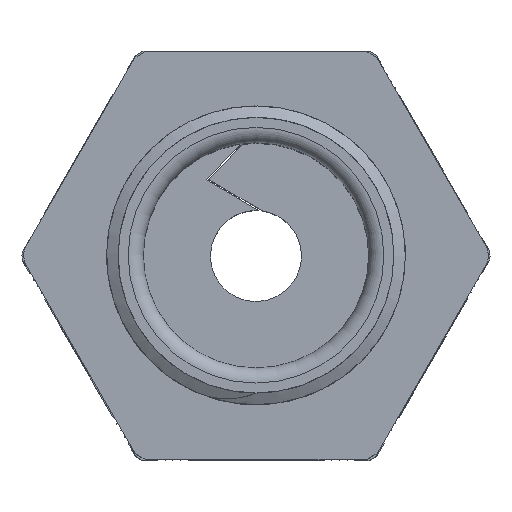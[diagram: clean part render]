
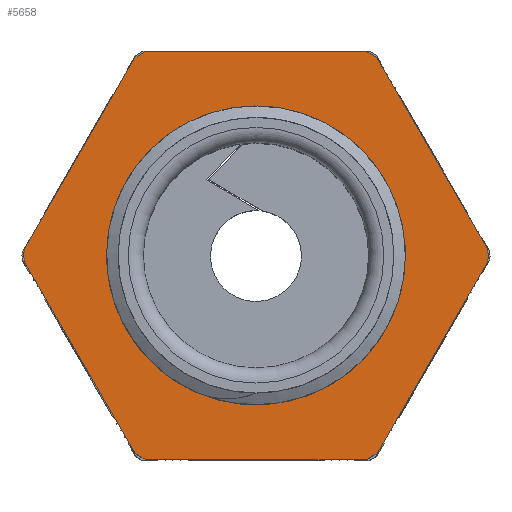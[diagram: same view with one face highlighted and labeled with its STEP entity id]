
A CAD part, top view. The second image highlights one B-rep face of the part: STEP entity #5658.
In plain terms, the highlighted planar face has unit normal (0, 0, 1).
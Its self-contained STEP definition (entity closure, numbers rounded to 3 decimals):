
#136=FACE_BOUND('',#1412,.T.);
#608=CIRCLE('',#5985,9.094);
#751=CIRCLE('',#6229,15.31);
#752=CIRCLE('',#6232,15.31);
#753=CIRCLE('',#6235,15.31);
#754=CIRCLE('',#6238,15.31);
#755=CIRCLE('',#6241,15.31);
#756=CIRCLE('',#6244,15.31);
#1102=FACE_OUTER_BOUND('',#1411,.T.);
#1411=EDGE_LOOP('',(#5155,#5156,#5157,#5158,#5159,#5160,#5161,#5162,#5163,
#5164,#5165,#5166));
#1412=EDGE_LOOP('',(#5167));
#1821=LINE('',#13264,#2238);
#1824=LINE('',#13272,#2241);
#1827=LINE('',#13280,#2244);
#1830=LINE('',#13288,#2247);
#1833=LINE('',#13296,#2250);
#1836=LINE('',#13303,#2253);
#2238=VECTOR('',#7695,10.);
#2241=VECTOR('',#7704,10.);
#2244=VECTOR('',#7713,10.);
#2247=VECTOR('',#7722,10.);
#2250=VECTOR('',#7731,10.);
#2253=VECTOR('',#7740,10.);
#2574=VERTEX_POINT('',#11725);
#2777=VERTEX_POINT('',#13257);
#2778=VERTEX_POINT('',#13259);
#2779=VERTEX_POINT('',#13263);
#2780=VERTEX_POINT('',#13267);
#2781=VERTEX_POINT('',#13271);
#2782=VERTEX_POINT('',#13275);
#2783=VERTEX_POINT('',#13279);
#2784=VERTEX_POINT('',#13283);
#2785=VERTEX_POINT('',#13287);
#2786=VERTEX_POINT('',#13291);
#2787=VERTEX_POINT('',#13295);
#2788=VERTEX_POINT('',#13299);
#3268=EDGE_CURVE('',#2574,#2574,#608,.T.);
#3563=EDGE_CURVE('',#2778,#2777,#751,.T.);
#3565=EDGE_CURVE('',#2779,#2778,#1821,.T.);
#3567=EDGE_CURVE('',#2780,#2779,#752,.T.);
#3569=EDGE_CURVE('',#2781,#2780,#1824,.T.);
#3571=EDGE_CURVE('',#2782,#2781,#753,.T.);
#3573=EDGE_CURVE('',#2783,#2782,#1827,.T.);
#3575=EDGE_CURVE('',#2784,#2783,#754,.T.);
#3577=EDGE_CURVE('',#2785,#2784,#1830,.T.);
#3579=EDGE_CURVE('',#2786,#2785,#755,.T.);
#3581=EDGE_CURVE('',#2787,#2786,#1833,.T.);
#3583=EDGE_CURVE('',#2788,#2787,#756,.T.);
#3585=EDGE_CURVE('',#2777,#2788,#1836,.T.);
#5155=ORIENTED_EDGE('',*,*,#3585,.T.);
#5156=ORIENTED_EDGE('',*,*,#3583,.T.);
#5157=ORIENTED_EDGE('',*,*,#3581,.T.);
#5158=ORIENTED_EDGE('',*,*,#3579,.T.);
#5159=ORIENTED_EDGE('',*,*,#3577,.T.);
#5160=ORIENTED_EDGE('',*,*,#3575,.T.);
#5161=ORIENTED_EDGE('',*,*,#3573,.T.);
#5162=ORIENTED_EDGE('',*,*,#3571,.T.);
#5163=ORIENTED_EDGE('',*,*,#3569,.T.);
#5164=ORIENTED_EDGE('',*,*,#3567,.T.);
#5165=ORIENTED_EDGE('',*,*,#3565,.T.);
#5166=ORIENTED_EDGE('',*,*,#3563,.T.);
#5167=ORIENTED_EDGE('',*,*,#3268,.T.);
#5373=PLANE('',#6246);
#5658=ADVANCED_FACE('',(#1102,#136),#5373,.T.);
#5985=AXIS2_PLACEMENT_3D('',#12277,#7087,#7088);
#6229=AXIS2_PLACEMENT_3D('',#13260,#7690,#7691);
#6232=AXIS2_PLACEMENT_3D('',#13268,#7699,#7700);
#6235=AXIS2_PLACEMENT_3D('',#13276,#7708,#7709);
#6238=AXIS2_PLACEMENT_3D('',#13284,#7717,#7718);
#6241=AXIS2_PLACEMENT_3D('',#13292,#7726,#7727);
#6244=AXIS2_PLACEMENT_3D('',#13300,#7735,#7736);
#6246=AXIS2_PLACEMENT_3D('',#13304,#7741,#7742);
#7087=DIRECTION('center_axis',(0.,0.,-1.));
#7088=DIRECTION('ref_axis',(-1.,0.,0.));
#7690=DIRECTION('center_axis',(0.,0.,1.));
#7691=DIRECTION('ref_axis',(1.,0.,0.));
#7695=DIRECTION('',(0.501,-0.865,0.));
#7699=DIRECTION('center_axis',(0.,0.,1.));
#7700=DIRECTION('ref_axis',(1.,0.,0.));
#7704=DIRECTION('',(-0.499,-0.867,0.));
#7708=DIRECTION('center_axis',(0.,0.,1.));
#7709=DIRECTION('ref_axis',(1.,0.,0.));
#7713=DIRECTION('',(-1.,-0.001,0.));
#7717=DIRECTION('center_axis',(0.,0.,1.));
#7718=DIRECTION('ref_axis',(1.,0.,0.));
#7722=DIRECTION('',(-0.501,0.865,0.));
#7726=DIRECTION('center_axis',(0.,0.,1.));
#7727=DIRECTION('ref_axis',(1.,0.,0.));
#7731=DIRECTION('',(0.499,0.867,0.));
#7735=DIRECTION('center_axis',(0.,0.,1.));
#7736=DIRECTION('ref_axis',(1.,0.,0.));
#7740=DIRECTION('',(1.,0.001,0.));
#7741=DIRECTION('center_axis',(0.,0.,1.));
#7742=DIRECTION('ref_axis',(1.,0.,0.));
#11725=CARTESIAN_POINT('',(9.094,0.,17.33));
#12277=CARTESIAN_POINT('Origin',(0.,0.,17.33));
#13257=CARTESIAN_POINT('',(-7.308,-13.453,17.33));
#13259=CARTESIAN_POINT('',(-7.967,-13.073,17.33));
#13260=CARTESIAN_POINT('Origin',(0.,0.,17.33));
#13263=CARTESIAN_POINT('',(-15.305,-0.398,17.33));
#13264=CARTESIAN_POINT('',(-15.305,-0.398,17.33));
#13267=CARTESIAN_POINT('',(-15.306,0.363,17.33));
#13268=CARTESIAN_POINT('Origin',(0.,0.,17.33));
#13271=CARTESIAN_POINT('',(-7.997,13.056,17.33));
#13272=CARTESIAN_POINT('',(-7.997,13.056,17.33));
#13275=CARTESIAN_POINT('',(-7.338,13.437,17.33));
#13276=CARTESIAN_POINT('Origin',(0.,0.,17.33));
#13279=CARTESIAN_POINT('',(7.308,13.453,17.33));
#13280=CARTESIAN_POINT('',(7.308,13.453,17.33));
#13283=CARTESIAN_POINT('',(7.967,13.073,17.33));
#13284=CARTESIAN_POINT('Origin',(0.,0.,17.33));
#13287=CARTESIAN_POINT('',(15.305,0.398,17.33));
#13288=CARTESIAN_POINT('',(15.305,0.398,17.33));
#13291=CARTESIAN_POINT('',(15.306,-0.363,17.33));
#13292=CARTESIAN_POINT('Origin',(0.,0.,17.33));
#13295=CARTESIAN_POINT('',(7.997,-13.056,17.33));
#13296=CARTESIAN_POINT('',(7.997,-13.056,17.33));
#13299=CARTESIAN_POINT('',(7.338,-13.437,17.33));
#13300=CARTESIAN_POINT('Origin',(0.,0.,17.33));
#13303=CARTESIAN_POINT('',(-7.308,-13.453,17.33));
#13304=CARTESIAN_POINT('Origin',(0.,0.,
17.33));
